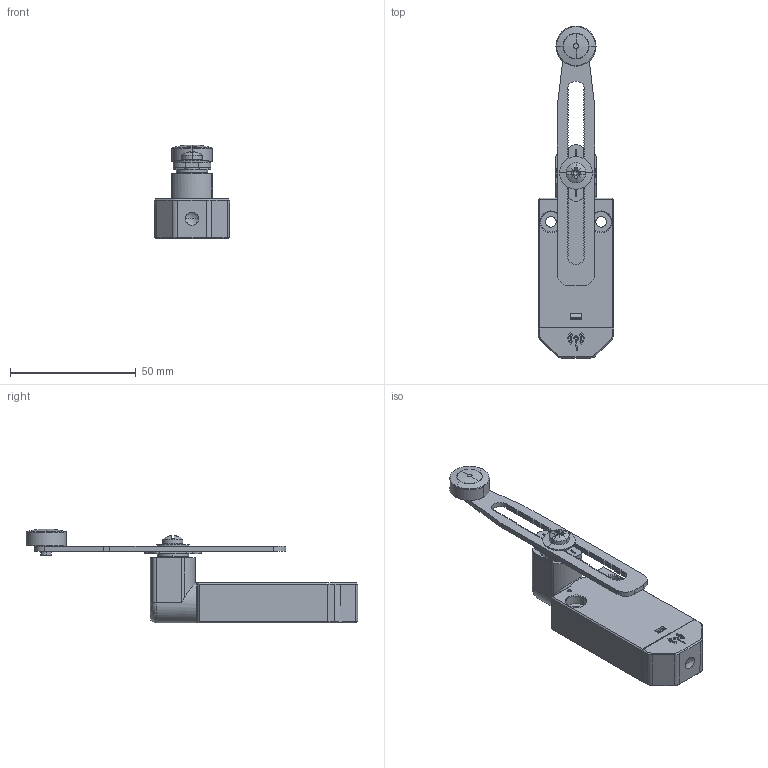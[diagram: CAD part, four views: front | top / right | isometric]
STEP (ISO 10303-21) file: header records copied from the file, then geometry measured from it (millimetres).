
FILE_DESCRIPTION((''),'2;1');
FILE_NAME('PHA2717401_ASM','2021-01-27T14:18:31',('SESA45651'),('Schneider-Electric'),'CREO PARAMETRIC BY PTC INC, 2019164','CREO PARAMETRIC BY PTC INC, 2019164','');
FILE_SCHEMA(('AP242_MANAGED_MODEL_BASED_3D_ENGINEERING_MIM_LF { 1 0 10303 442 1 1 4 }'));
Length unit declared in the file: millimetre
Products named in the file (16): QGH5673601; 157508601AF6_AF0; W315750870212_AF1; W115750900111_AF0; W815756500111_ASM; PHA2714201; W315752240111; W115751200111; W115758990111; W115758800111; W115751170111; W115759270111; W815752270111_ASM; W215759000111; W815753460211_ASM; PHA2717401_ASM
Assembly tree (15 placements, depth 4):
  PHA2717401_ASM
    QGH5673601
    W815756500111_ASM
      157508601AF6_AF0
      W315750870212_AF1
      W115750900111_AF0
    PHA2714201
    W815753460211_ASM
      W315752240111
      W115751200111
      W115758990111
      W115758800111
      W815752270111_ASM
        W115751170111
        W115759270111
      W215759000111
Bounding box: 30 x 132.22 x 37.4 mm (x, y, z)
Volume: 20735.4 mm3; surface area: 24481.5 mm2
Topology: 12 solids, 13 shells, 2551 faces, 6987 edges, 4556 vertices
Faces by surface type: cylinder 1185, plane 782, torus 281, bspline 136, cone 99, sphere 68
Entity records: 119902 total; most frequent: CARTESIAN_POINT 23915, DIRECTION 13991, ORIENTED_EDGE 13758, PRESENTATION_STYLE_ASSIGNMENT 7496, STYLED_ITEM 7496, CURVE_STYLE 6964, EDGE_CURVE 6881, AXIS2_PLACEMENT_3D 5336
